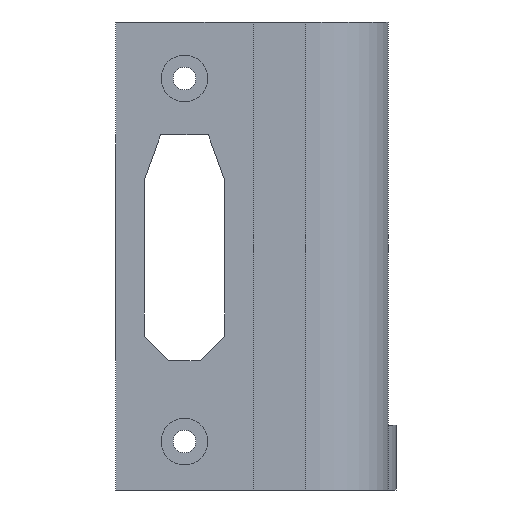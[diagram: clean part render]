
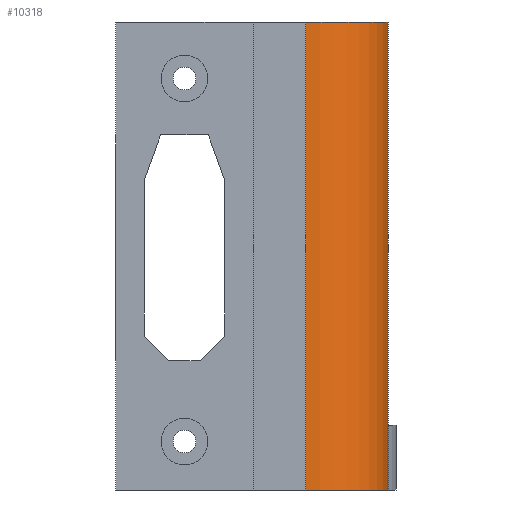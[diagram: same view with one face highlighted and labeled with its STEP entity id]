
A CAD part, front view. The second image highlights one B-rep face of the part: STEP entity #10318.
In plain terms, the highlighted cylindrical face has radius 10.25 mm (diameter 20.5 mm), a partial arc.
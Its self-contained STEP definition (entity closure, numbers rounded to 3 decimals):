
#3512 = PLANE('',#3513);
#3513 = AXIS2_PLACEMENT_3D('',#3514,#3515,#3516);
#3514 = CARTESIAN_POINT('',(-14.25,-10.25,0.));
#3515 = DIRECTION('',(-0.,-1.,-0.));
#3516 = DIRECTION('',(0.,0.,-1.));
#4445 = CYLINDRICAL_SURFACE('',#4446,10.25);
#4446 = AXIS2_PLACEMENT_3D('',#4447,#4448,#4449);
#4447 = CARTESIAN_POINT('',(0.,0.,0.));
#4448 = DIRECTION('',(0.,0.,1.));
#4449 = DIRECTION('',(1.,0.,0.));
#7177 = VERTEX_POINT('',#7178);
#7178 = CARTESIAN_POINT('',(0.,-10.25,0.));
#7201 = VERTEX_POINT('',#7202);
#7202 = CARTESIAN_POINT('',(0.,-10.25,58.));
#7223 = EDGE_CURVE('',#7177,#7201,#7224,.T.);
#7224 = SURFACE_CURVE('',#7225,(#7229,#7236),.PCURVE_S1.);
#7225 = LINE('',#7226,#7227);
#7226 = CARTESIAN_POINT('',(0.,-10.25,0.));
#7227 = VECTOR('',#7228,1.);
#7228 = DIRECTION('',(0.,0.,1.));
#7229 = PCURVE('',#3512,#7230);
#7230 = DEFINITIONAL_REPRESENTATION('',(#7231),#7235);
#7231 = LINE('',#7232,#7233);
#7232 = CARTESIAN_POINT('',(-0.,14.25));
#7233 = VECTOR('',#7234,1.);
#7234 = DIRECTION('',(-1.,0.));
#7235 = ( GEOMETRIC_REPRESENTATION_CONTEXT(2) 
PARAMETRIC_REPRESENTATION_CONTEXT() REPRESENTATION_CONTEXT('2D SPACE',''
  ) );
#7236 = PCURVE('',#7237,#7242);
#7237 = CYLINDRICAL_SURFACE('',#7238,10.25);
#7238 = AXIS2_PLACEMENT_3D('',#7239,#7240,#7241);
#7239 = CARTESIAN_POINT('',(0.,0.,0.));
#7240 = DIRECTION('',(0.,0.,1.));
#7241 = DIRECTION('',(1.,0.,0.));
#7242 = DEFINITIONAL_REPRESENTATION('',(#7243),#7247);
#7243 = LINE('',#7244,#7245);
#7244 = CARTESIAN_POINT('',(-1.571,0.));
#7245 = VECTOR('',#7246,1.);
#7246 = DIRECTION('',(-0.,1.));
#7247 = ( GEOMETRIC_REPRESENTATION_CONTEXT(2) 
PARAMETRIC_REPRESENTATION_CONTEXT() REPRESENTATION_CONTEXT('2D SPACE',''
  ) );
#9000 = EDGE_CURVE('',#9001,#9003,#9005,.T.);
#9001 = VERTEX_POINT('',#9002);
#9002 = CARTESIAN_POINT('',(10.25,0.,0.));
#9003 = VERTEX_POINT('',#9004);
#9004 = CARTESIAN_POINT('',(10.25,0.,58.));
#9005 = SURFACE_CURVE('',#9006,(#9010,#9017),.PCURVE_S1.);
#9006 = LINE('',#9007,#9008);
#9007 = CARTESIAN_POINT('',(10.25,0.,0.));
#9008 = VECTOR('',#9009,1.);
#9009 = DIRECTION('',(0.,0.,1.));
#9010 = PCURVE('',#4445,#9011);
#9011 = DEFINITIONAL_REPRESENTATION('',(#9012),#9016);
#9012 = LINE('',#9013,#9014);
#9013 = CARTESIAN_POINT('',(-6.283,-0.));
#9014 = VECTOR('',#9015,1.);
#9015 = DIRECTION('',(-0.,1.));
#9016 = ( GEOMETRIC_REPRESENTATION_CONTEXT(2) 
PARAMETRIC_REPRESENTATION_CONTEXT() REPRESENTATION_CONTEXT('2D SPACE',''
  ) );
#9017 = PCURVE('',#7237,#9018);
#9018 = DEFINITIONAL_REPRESENTATION('',(#9019),#9023);
#9019 = LINE('',#9020,#9021);
#9020 = CARTESIAN_POINT('',(-0.,-0.));
#9021 = VECTOR('',#9022,1.);
#9022 = DIRECTION('',(-0.,1.));
#9023 = ( GEOMETRIC_REPRESENTATION_CONTEXT(2) 
PARAMETRIC_REPRESENTATION_CONTEXT() REPRESENTATION_CONTEXT('2D SPACE',''
  ) );
#9042 = PLANE('',#9043);
#9043 = AXIS2_PLACEMENT_3D('',#9044,#9045,#9046);
#9044 = CARTESIAN_POINT('',(0.,0.,58.));
#9045 = DIRECTION('',(0.,0.,1.));
#9046 = DIRECTION('',(-1.,0.,0.));
#9216 = PLANE('',#9217);
#9217 = AXIS2_PLACEMENT_3D('',#9218,#9219,#9220);
#9218 = CARTESIAN_POINT('',(0.,0.,0.));
#9219 = DIRECTION('',(0.,0.,1.));
#9220 = DIRECTION('',(-1.,0.,0.));
#10318 = ADVANCED_FACE('',(#10319),#7237,.T.);
#10319 = FACE_BOUND('',#10320,.F.);
#10320 = EDGE_LOOP('',(#10321,#10347,#10348,#10374));
#10321 = ORIENTED_EDGE('',*,*,#10322,.F.);
#10322 = EDGE_CURVE('',#9003,#7201,#10323,.T.);
#10323 = SURFACE_CURVE('',#10324,(#10329,#10336),.PCURVE_S1.);
#10324 = CIRCLE('',#10325,10.25);
#10325 = AXIS2_PLACEMENT_3D('',#10326,#10327,#10328);
#10326 = CARTESIAN_POINT('',(0.,0.,58.));
#10327 = DIRECTION('',(0.,0.,-1.));
#10328 = DIRECTION('',(1.,0.,0.));
#10329 = PCURVE('',#7237,#10330);
#10330 = DEFINITIONAL_REPRESENTATION('',(#10331),#10335);
#10331 = LINE('',#10332,#10333);
#10332 = CARTESIAN_POINT('',(-0.,58.));
#10333 = VECTOR('',#10334,1.);
#10334 = DIRECTION('',(-1.,0.));
#10335 = ( GEOMETRIC_REPRESENTATION_CONTEXT(2) 
PARAMETRIC_REPRESENTATION_CONTEXT() REPRESENTATION_CONTEXT('2D SPACE',''
  ) );
#10336 = PCURVE('',#9042,#10337);
#10337 = DEFINITIONAL_REPRESENTATION('',(#10338),#10346);
#10338 = ( BOUNDED_CURVE() B_SPLINE_CURVE(2,(#10339,#10340,#10341,#10342
    ,#10343,#10344,#10345),.UNSPECIFIED.,.T.,.F.) 
B_SPLINE_CURVE_WITH_KNOTS((1,2,2,2,2,1),(-2.094,0.,
    2.094,4.189,6.283,8.378),
.UNSPECIFIED.) CURVE() GEOMETRIC_REPRESENTATION_ITEM() 
RATIONAL_B_SPLINE_CURVE((1.,0.5,1.,0.5,1.,0.5,1.)) REPRESENTATION_ITEM(
  '') );
#10339 = CARTESIAN_POINT('',(-10.25,0.));
#10340 = CARTESIAN_POINT('',(-10.25,17.754));
#10341 = CARTESIAN_POINT('',(5.125,8.877));
#10342 = CARTESIAN_POINT('',(20.5,0.));
#10343 = CARTESIAN_POINT('',(5.125,-8.877));
#10344 = CARTESIAN_POINT('',(-10.25,-17.754));
#10345 = CARTESIAN_POINT('',(-10.25,0.));
#10346 = ( GEOMETRIC_REPRESENTATION_CONTEXT(2) 
PARAMETRIC_REPRESENTATION_CONTEXT() REPRESENTATION_CONTEXT('2D SPACE',''
  ) );
#10347 = ORIENTED_EDGE('',*,*,#9000,.F.);
#10348 = ORIENTED_EDGE('',*,*,#10349,.T.);
#10349 = EDGE_CURVE('',#9001,#7177,#10350,.T.);
#10350 = SURFACE_CURVE('',#10351,(#10356,#10363),.PCURVE_S1.);
#10351 = CIRCLE('',#10352,10.25);
#10352 = AXIS2_PLACEMENT_3D('',#10353,#10354,#10355);
#10353 = CARTESIAN_POINT('',(0.,0.,0.));
#10354 = DIRECTION('',(0.,0.,-1.));
#10355 = DIRECTION('',(1.,0.,0.));
#10356 = PCURVE('',#7237,#10357);
#10357 = DEFINITIONAL_REPRESENTATION('',(#10358),#10362);
#10358 = LINE('',#10359,#10360);
#10359 = CARTESIAN_POINT('',(-0.,0.));
#10360 = VECTOR('',#10361,1.);
#10361 = DIRECTION('',(-1.,0.));
#10362 = ( GEOMETRIC_REPRESENTATION_CONTEXT(2) 
PARAMETRIC_REPRESENTATION_CONTEXT() REPRESENTATION_CONTEXT('2D SPACE',''
  ) );
#10363 = PCURVE('',#9216,#10364);
#10364 = DEFINITIONAL_REPRESENTATION('',(#10365),#10373);
#10365 = ( BOUNDED_CURVE() B_SPLINE_CURVE(2,(#10366,#10367,#10368,#10369
    ,#10370,#10371,#10372),.UNSPECIFIED.,.T.,.F.) 
B_SPLINE_CURVE_WITH_KNOTS((1,2,2,2,2,1),(-2.094,0.,
    2.094,4.189,6.283,8.378),
.UNSPECIFIED.) CURVE() GEOMETRIC_REPRESENTATION_ITEM() 
RATIONAL_B_SPLINE_CURVE((1.,0.5,1.,0.5,1.,0.5,1.)) REPRESENTATION_ITEM(
  '') );
#10366 = CARTESIAN_POINT('',(-10.25,0.));
#10367 = CARTESIAN_POINT('',(-10.25,17.754));
#10368 = CARTESIAN_POINT('',(5.125,8.877));
#10369 = CARTESIAN_POINT('',(20.5,0.));
#10370 = CARTESIAN_POINT('',(5.125,-8.877));
#10371 = CARTESIAN_POINT('',(-10.25,-17.754));
#10372 = CARTESIAN_POINT('',(-10.25,0.));
#10373 = ( GEOMETRIC_REPRESENTATION_CONTEXT(2) 
PARAMETRIC_REPRESENTATION_CONTEXT() REPRESENTATION_CONTEXT('2D SPACE',''
  ) );
#10374 = ORIENTED_EDGE('',*,*,#7223,.T.);
